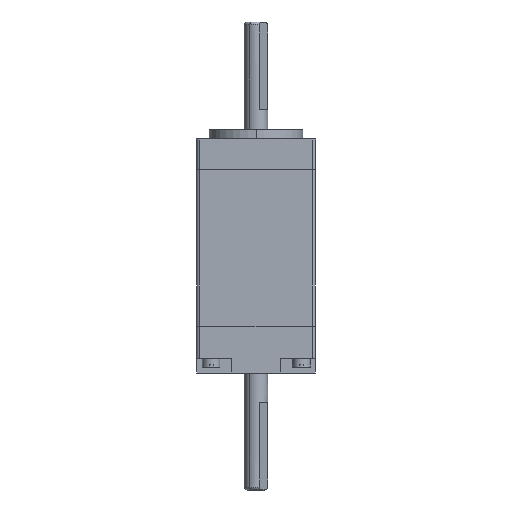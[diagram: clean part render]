
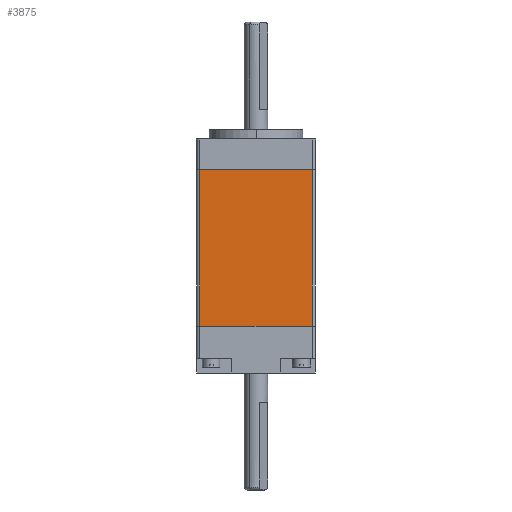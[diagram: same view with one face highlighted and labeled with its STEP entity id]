
A CAD part, front view. The second image highlights one B-rep face of the part: STEP entity #3875.
In plain terms, the highlighted planar face has unit normal (0, -1, 0).
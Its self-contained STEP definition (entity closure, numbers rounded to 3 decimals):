
#206 = PLANE ( 'NONE',  #2050 ) ;
#311 = ORIENTED_EDGE ( 'NONE', *, *, #1806, .T. ) ;
#313 = DIRECTION ( 'NONE',  ( 0., 0., -1. ) ) ;
#356 = CARTESIAN_POINT ( 'NONE',  ( -9.65, -10.15, 26.8 ) ) ;
#457 = LINE ( 'NONE', #910, #2329 ) ;
#468 = ORIENTED_EDGE ( 'NONE', *, *, #3940, .T. ) ;
#482 = VECTOR ( 'NONE', #1826, 1000. ) ;
#787 = CARTESIAN_POINT ( 'NONE',  ( 9.65, -10.15, 26.8 ) ) ;
#835 = LINE ( 'NONE', #2431, #3201 ) ;
#910 = CARTESIAN_POINT ( 'NONE',  ( 10.15, -10.15, 26.8 ) ) ;
#930 = ORIENTED_EDGE ( 'NONE', *, *, #1358, .T. ) ;
#1358 = EDGE_CURVE ( 'NONE', #1750, #2246, #835, .T. ) ;
#1469 = CARTESIAN_POINT ( 'NONE',  ( 10.15, -10.15, 0. ) ) ;
#1594 = DIRECTION ( 'NONE',  ( 1., 0., 0. ) ) ;
#1621 = DIRECTION ( 'NONE',  ( -1., 0., 0. ) ) ;
#1645 = DIRECTION ( 'NONE',  ( 0., 0., 1. ) ) ;
#1750 = VERTEX_POINT ( 'NONE', #356 ) ;
#1806 = EDGE_CURVE ( 'NONE', #2246, #3145, #3307, .T. ) ;
#1826 = DIRECTION ( 'NONE',  ( 1., 0., 0. ) ) ;
#1889 = VECTOR ( 'NONE', #1645, 1000. ) ;
#2029 = VERTEX_POINT ( 'NONE', #787 ) ;
#2050 = AXIS2_PLACEMENT_3D ( 'NONE', #3751, #2682, #1621 ) ;
#2246 = VERTEX_POINT ( 'NONE', #2807 ) ;
#2329 = VECTOR ( 'NONE', #1594, 1000. ) ;
#2431 = CARTESIAN_POINT ( 'NONE',  ( -9.65, -10.15, 26.8 ) ) ;
#2537 = CARTESIAN_POINT ( 'NONE',  ( 9.65, -10.15, 0. ) ) ;
#2682 = DIRECTION ( 'NONE',  ( 0., 1., 0. ) ) ;
#2807 = CARTESIAN_POINT ( 'NONE',  ( -9.65, -10.15, 0. ) ) ;
#2947 = LINE ( 'NONE', #4479, #1889 ) ;
#3145 = VERTEX_POINT ( 'NONE', #2537 ) ;
#3201 = VECTOR ( 'NONE', #313, 1000. ) ;
#3307 = LINE ( 'NONE', #1469, #482 ) ;
#3533 = EDGE_LOOP ( 'NONE', ( #311, #468, #3968, #930 ) ) ;
#3751 = CARTESIAN_POINT ( 'NONE',  ( 10.15, -10.15, 26.8 ) ) ;
#3828 = EDGE_CURVE ( 'NONE', #1750, #2029, #457, .T. ) ;
#3875 = ADVANCED_FACE ( 'NONE', ( #4013 ), #206, .F. ) ;
#3940 = EDGE_CURVE ( 'NONE', #3145, #2029, #2947, .T. ) ;
#3968 = ORIENTED_EDGE ( 'NONE', *, *, #3828, .F. ) ;
#4013 = FACE_OUTER_BOUND ( 'NONE', #3533, .T. ) ;
#4479 = CARTESIAN_POINT ( 'NONE',  ( 9.65, -10.15, 26.8 ) ) ;
